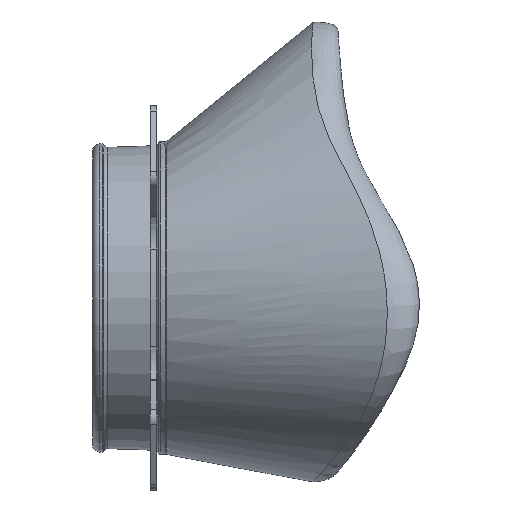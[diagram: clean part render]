
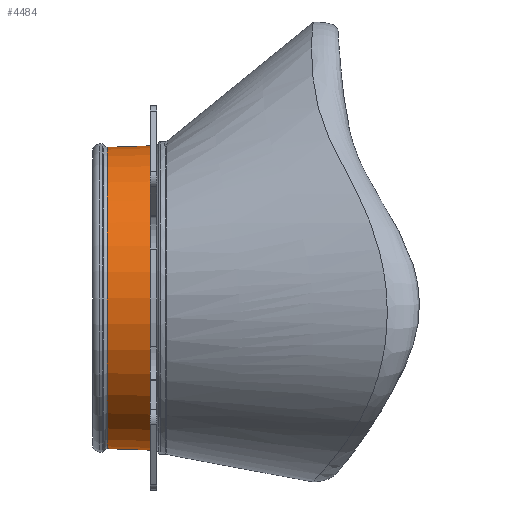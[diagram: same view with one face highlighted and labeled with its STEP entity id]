
A CAD part, left-side view. The second image highlights one B-rep face of the part: STEP entity #4484.
In plain terms, the highlighted conical face has half-angle 2 degrees and reference radius 41.169 mm.
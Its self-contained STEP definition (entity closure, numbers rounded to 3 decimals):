
#82=CONICAL_SURFACE('',#4924,41.169,0.035);
#567=LINE('',#29170,#849);
#849=VECTOR('',#6012,41.169);
#1211=FACE_OUTER_BOUND('',#1440,.T.);
#1440=EDGE_LOOP('',(#4223,#4224,#4225,#4226,#4227,#4228,#4229,#4230));
#1656=CIRCLE('',#4921,41.396);
#1657=CIRCLE('',#4922,41.396);
#1658=CIRCLE('',#4923,41.396);
#1659=CIRCLE('',#4925,40.942);
#1660=CIRCLE('',#4926,40.942);
#1661=CIRCLE('',#4927,40.942);
#2149=VERTEX_POINT('',#29157);
#2150=VERTEX_POINT('',#29159);
#2151=VERTEX_POINT('',#29161);
#2152=VERTEX_POINT('',#29165);
#2153=VERTEX_POINT('',#29166);
#2154=VERTEX_POINT('',#29168);
#2845=EDGE_CURVE('',#2150,#2149,#1656,.T.);
#2846=EDGE_CURVE('',#2151,#2150,#1657,.T.);
#2847=EDGE_CURVE('',#2149,#2151,#1658,.T.);
#2848=EDGE_CURVE('',#2152,#2153,#1659,.T.);
#2849=EDGE_CURVE('',#2154,#2152,#1660,.T.);
#2850=EDGE_CURVE('',#2154,#2151,#567,.T.);
#2851=EDGE_CURVE('',#2153,#2154,#1661,.T.);
#4223=ORIENTED_EDGE('',*,*,#2848,.F.);
#4224=ORIENTED_EDGE('',*,*,#2849,.F.);
#4225=ORIENTED_EDGE('',*,*,#2850,.T.);
#4226=ORIENTED_EDGE('',*,*,#2846,.T.);
#4227=ORIENTED_EDGE('',*,*,#2845,.T.);
#4228=ORIENTED_EDGE('',*,*,#2847,.T.);
#4229=ORIENTED_EDGE('',*,*,#2850,.F.);
#4230=ORIENTED_EDGE('',*,*,#2851,.F.);
#4484=ADVANCED_FACE('',(#1211),#82,.T.);
#4921=AXIS2_PLACEMENT_3D('',#29160,#6000,#6001);
#4922=AXIS2_PLACEMENT_3D('',#29162,#6002,#6003);
#4923=AXIS2_PLACEMENT_3D('',#29163,#6004,#6005);
#4924=AXIS2_PLACEMENT_3D('',#29164,#6006,#6007);
#4925=AXIS2_PLACEMENT_3D('',#29167,#6008,#6009);
#4926=AXIS2_PLACEMENT_3D('',#29169,#6010,#6011);
#4927=AXIS2_PLACEMENT_3D('',#29171,#6013,#6014);
#6000=DIRECTION('center_axis',(0.,1.,0.));
#6001=DIRECTION('ref_axis',(1.,0.,0.));
#6002=DIRECTION('center_axis',(0.,1.,0.));
#6003=DIRECTION('ref_axis',(1.,0.,0.));
#6004=DIRECTION('center_axis',(0.,1.,0.));
#6005=DIRECTION('ref_axis',(1.,0.,0.));
#6006=DIRECTION('center_axis',(0.,-1.,0.));
#6007=DIRECTION('ref_axis',(0.,0.,1.));
#6008=DIRECTION('center_axis',(0.,1.,0.));
#6009=DIRECTION('ref_axis',(1.,0.,0.));
#6010=DIRECTION('center_axis',(0.,1.,0.));
#6011=DIRECTION('ref_axis',(1.,0.,0.));
#6012=DIRECTION('',(0.,-0.999,-0.035));
#6013=DIRECTION('center_axis',(0.,1.,0.));
#6014=DIRECTION('ref_axis',(1.,0.,0.));
#29157=CARTESIAN_POINT('',(41.396,-6.026,-39.));
#29159=CARTESIAN_POINT('',(0.,-6.026,2.396));
#29160=CARTESIAN_POINT('Origin',(0.,-6.026,-39.));
#29161=CARTESIAN_POINT('',(0.,-6.026,-80.396));
#29162=CARTESIAN_POINT('Origin',(0.,-6.026,-39.));
#29163=CARTESIAN_POINT('Origin',(0.,-6.026,-39.));
#29164=CARTESIAN_POINT('Origin',(0.,0.47,-39.));
#29165=CARTESIAN_POINT('',(0.,6.966,1.942));
#29166=CARTESIAN_POINT('',(40.942,6.966,-39.));
#29167=CARTESIAN_POINT('Origin',(0.,6.966,-39.));
#29168=CARTESIAN_POINT('',(0.,6.966,-79.942));
#29169=CARTESIAN_POINT('Origin',(0.,6.966,-39.));
#29170=CARTESIAN_POINT('',(0.,0.47,-80.169));
#29171=CARTESIAN_POINT('Origin',(0.,6.966,-39.));
